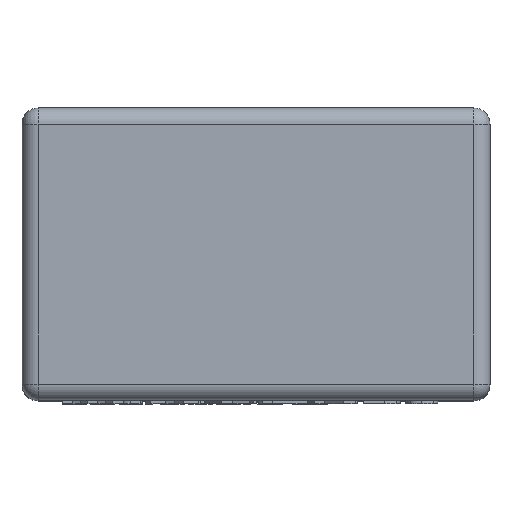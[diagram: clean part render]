
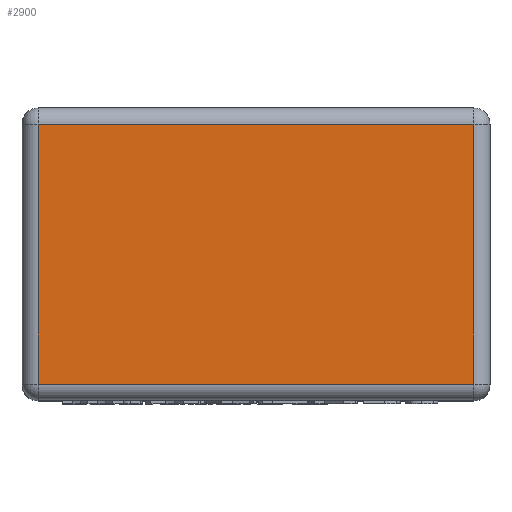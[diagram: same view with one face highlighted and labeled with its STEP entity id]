
A CAD part, top view. The second image highlights one B-rep face of the part: STEP entity #2900.
In plain terms, the highlighted planar face has unit normal (0, 0, 1).
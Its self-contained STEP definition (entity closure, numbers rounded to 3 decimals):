
#193 = VERTEX_POINT('',#194);
#194 = CARTESIAN_POINT('',(-3.35,2.,6.));
#201 = EDGE_CURVE('',#193,#202,#204,.T.);
#202 = VERTEX_POINT('',#203);
#203 = CARTESIAN_POINT('',(-3.35,-2.,6.));
#204 = LINE('',#205,#206);
#205 = CARTESIAN_POINT('',(-3.35,2.25,6.));
#206 = VECTOR('',#207,1.);
#207 = DIRECTION('',(0.,-1.,0.));
#2900 = ADVANCED_FACE('',(#2901),#2926,.T.);
#2901 = FACE_BOUND('',#2902,.T.);
#2902 = EDGE_LOOP('',(#2903,#2911,#2919,#2925));
#2903 = ORIENTED_EDGE('',*,*,#2904,.T.);
#2904 = EDGE_CURVE('',#202,#2905,#2907,.T.);
#2905 = VERTEX_POINT('',#2906);
#2906 = CARTESIAN_POINT('',(3.35,-2.,6.));
#2907 = LINE('',#2908,#2909);
#2908 = CARTESIAN_POINT('',(-3.6,-2.,6.));
#2909 = VECTOR('',#2910,1.);
#2910 = DIRECTION('',(1.,0.,0.));
#2911 = ORIENTED_EDGE('',*,*,#2912,.F.);
#2912 = EDGE_CURVE('',#2913,#2905,#2915,.T.);
#2913 = VERTEX_POINT('',#2914);
#2914 = CARTESIAN_POINT('',(3.35,2.,6.));
#2915 = LINE('',#2916,#2917);
#2916 = CARTESIAN_POINT('',(3.35,2.25,6.));
#2917 = VECTOR('',#2918,1.);
#2918 = DIRECTION('',(0.,-1.,0.));
#2919 = ORIENTED_EDGE('',*,*,#2920,.F.);
#2920 = EDGE_CURVE('',#193,#2913,#2921,.T.);
#2921 = LINE('',#2922,#2923);
#2922 = CARTESIAN_POINT('',(-3.6,2.,6.));
#2923 = VECTOR('',#2924,1.);
#2924 = DIRECTION('',(1.,0.,0.));
#2925 = ORIENTED_EDGE('',*,*,#201,.T.);
#2926 = PLANE('',#2927);
#2927 = AXIS2_PLACEMENT_3D('',#2928,#2929,#2930);
#2928 = CARTESIAN_POINT('',(-3.6,2.25,6.));
#2929 = DIRECTION('',(0.,0.,1.));
#2930 = DIRECTION('',(1.,0.,0.));
